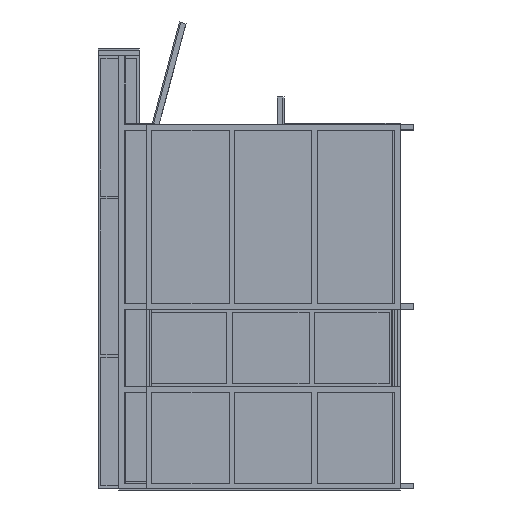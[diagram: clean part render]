
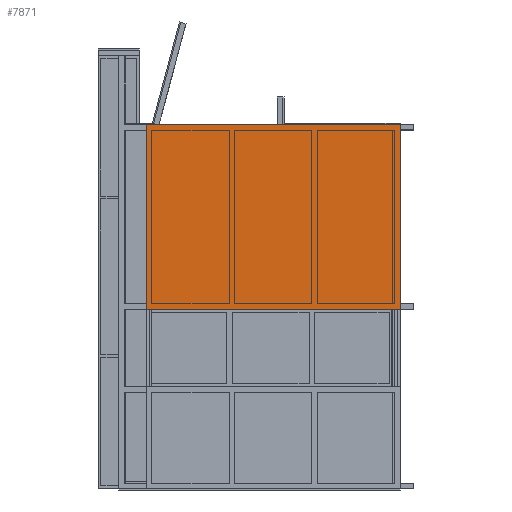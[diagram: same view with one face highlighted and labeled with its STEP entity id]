
A CAD part, left-side view. The second image highlights one B-rep face of the part: STEP entity #7871.
In plain terms, the highlighted free-form (B-spline) face has degree [1, 1] with [2, 2] control points.
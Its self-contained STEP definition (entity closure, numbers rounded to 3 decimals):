
#7773 = VERTEX_POINT('',#7774);
#7774 = CARTESIAN_POINT('',(-1207.799,1485.267,
    1077.226));
#7779 = EDGE_CURVE('',#7780,#7773,#7782,.T.);
#7780 = VERTEX_POINT('',#7781);
#7781 = CARTESIAN_POINT('',(-1207.799,-16.322,
    1077.226));
#7782 = B_SPLINE_CURVE_WITH_KNOTS('',1,(#7783,#7784),.UNSPECIFIED.,.F.,
  .F.,(2,2),(0.,1840.),.PIECEWISE_BEZIER_KNOTS.);
#7783 = CARTESIAN_POINT('',(-1207.799,-16.322,
    1077.226));
#7784 = CARTESIAN_POINT('',(-1207.799,1485.267,
    1077.226));
#7807 = EDGE_CURVE('',#7808,#7780,#7810,.T.);
#7808 = VERTEX_POINT('',#7809);
#7809 = CARTESIAN_POINT('',(-1207.799,-16.322,
    -16.322));
#7810 = B_SPLINE_CURVE_WITH_KNOTS('',1,(#7811,#7812),.UNSPECIFIED.,.F.,
  .F.,(2,2),(1260.,2600.),.PIECEWISE_BEZIER_KNOTS.);
#7811 = CARTESIAN_POINT('',(-1207.799,-16.322,
    -16.322));
#7812 = CARTESIAN_POINT('',(-1207.799,-16.322,
    1077.226));
#7835 = EDGE_CURVE('',#7836,#7808,#7838,.T.);
#7836 = VERTEX_POINT('',#7837);
#7837 = CARTESIAN_POINT('',(-1207.799,1485.267,
    -16.322));
#7838 = B_SPLINE_CURVE_WITH_KNOTS('',1,(#7839,#7840),.UNSPECIFIED.,.F.,
  .F.,(2,2),(0.,1840.),.PIECEWISE_BEZIER_KNOTS.);
#7839 = CARTESIAN_POINT('',(-1207.799,1485.267,
    -16.322));
#7840 = CARTESIAN_POINT('',(-1207.799,-16.322,
    -16.322));
#7861 = EDGE_CURVE('',#7773,#7836,#7862,.T.);
#7862 = B_SPLINE_CURVE_WITH_KNOTS('',1,(#7863,#7864),.UNSPECIFIED.,.F.,
  .F.,(2,2),(-40.,1300.),.PIECEWISE_BEZIER_KNOTS.);
#7863 = CARTESIAN_POINT('',(-1207.799,1485.267,
    1077.226));
#7864 = CARTESIAN_POINT('',(-1207.799,1485.267,
    -16.322));
#7871 = ADVANCED_FACE('',(#7872),#7878,.T.);
#7872 = FACE_BOUND('',#7873,.T.);
#7873 = EDGE_LOOP('',(#7874,#7875,#7876,#7877));
#7874 = ORIENTED_EDGE('',*,*,#7861,.T.);
#7875 = ORIENTED_EDGE('',*,*,#7835,.T.);
#7876 = ORIENTED_EDGE('',*,*,#7807,.T.);
#7877 = ORIENTED_EDGE('',*,*,#7779,.T.);
#7878 = B_SPLINE_SURFACE_WITH_KNOTS('',1,1,(
    (#7879,#7880)
    ,(#7881,#7882
    )),.UNSPECIFIED.,.F.,.F.,.F.,(2,2),(2,2),(-670.,670.),(-920.,920.),
  .PIECEWISE_BEZIER_KNOTS.);
#7879 = CARTESIAN_POINT('',(-1207.799,-16.322,
    -16.322));
#7880 = CARTESIAN_POINT('',(-1207.799,1485.267,
    -16.322));
#7881 = CARTESIAN_POINT('',(-1207.799,-16.322,
    1077.226));
#7882 = CARTESIAN_POINT('',(-1207.799,1485.267,
    1077.226));
